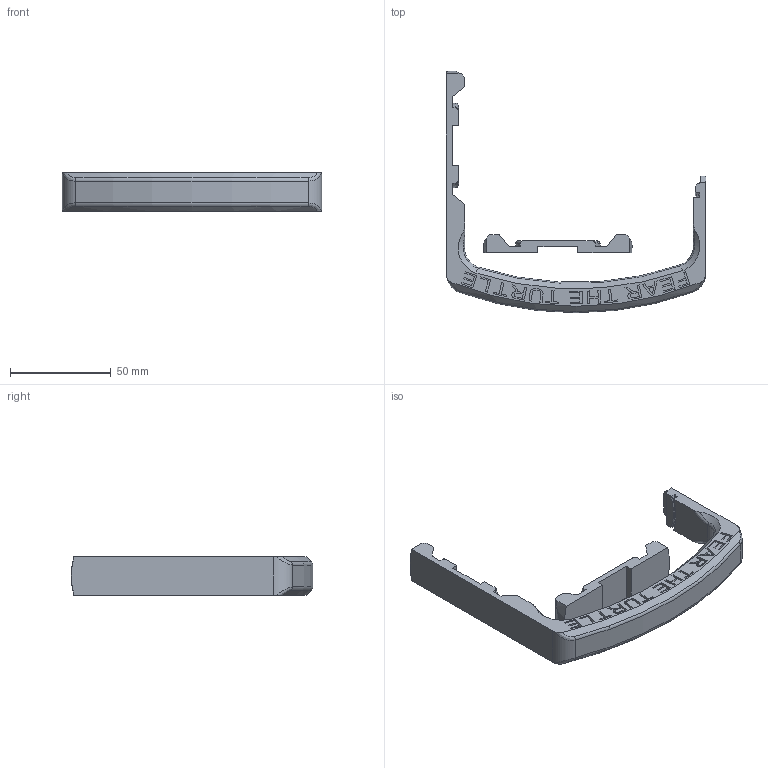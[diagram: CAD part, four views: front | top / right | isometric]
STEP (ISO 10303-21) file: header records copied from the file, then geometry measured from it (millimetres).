
FILE_DESCRIPTION(/* description */ (''),/* implementation_level */ '2;1');
FILE_NAME(/* name */ 'Can-Handle_Fear-The-Turtle_01.stp',/* time_stamp */ '2015-11-18T14:29:56-05:00',/* author */ ('agranados'),/* organization */ (''),/* preprocessor_version */ 'ST-DEVELOPER v16.1',/* originating_system */ 'AutoCAD Mechanical',/* authorisation */ '');
FILE_SCHEMA (('AUTOMOTIVE_DESIGN { 1 0 10303 214 3 1 1 }'));
Length unit declared in the file: inch
Products named in the file (1): Product
Bounding box: 128.67 x 119.88 x 19.05 mm (x, y, z)
Volume: 56534 mm3; surface area: 20152.5 mm2
Topology: 2 solids, 2 shells, 344 faces, 971 edges, 649 vertices
Faces by surface type: plane 288, cylinder 21, torus 14, cone 13, bspline 8
Entity records: 11392 total; most frequent: CARTESIAN_POINT 2526, ORIENTED_EDGE 1938, DIRECTION 1657, EDGE_CURVE 969, LINE 823, VECTOR 823, VERTEX_POINT 645, AXIS2_PLACEMENT_3D 417
